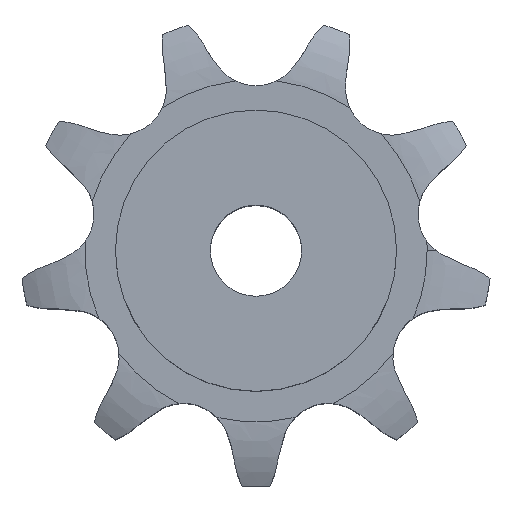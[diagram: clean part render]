
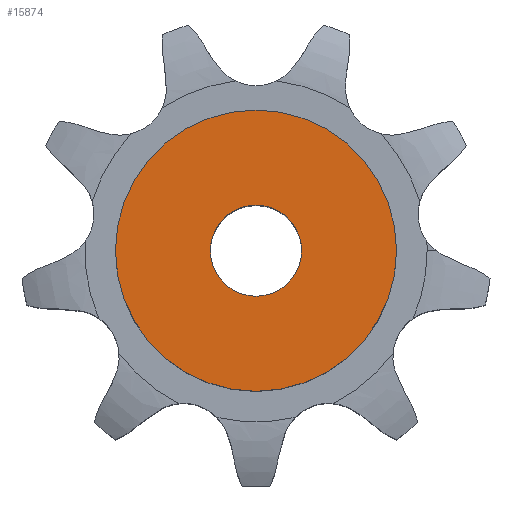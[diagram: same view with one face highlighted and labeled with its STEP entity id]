
A CAD part, top view. The second image highlights one B-rep face of the part: STEP entity #15874.
In plain terms, the highlighted planar face has unit normal (0, 0, 1).
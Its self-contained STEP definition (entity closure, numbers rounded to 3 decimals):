
#8586 = CYLINDRICAL_SURFACE('',#8587,6.);
#8587 = AXIS2_PLACEMENT_3D('',#8588,#8589,#8590);
#8588 = CARTESIAN_POINT('',(0.,0.,120.069));
#8589 = DIRECTION('',(0.,0.,1.));
#8590 = DIRECTION('',(1.,0.,0.));
#10843 = EDGE_CURVE('',#10844,#10844,#10846,.T.);
#10844 = VERTEX_POINT('',#10845);
#10845 = CARTESIAN_POINT('',(6.,0.,45.));
#10846 = SURFACE_CURVE('',#10847,(#10852,#10859),.PCURVE_S1.);
#10847 = CIRCLE('',#10848,6.);
#10848 = AXIS2_PLACEMENT_3D('',#10849,#10850,#10851);
#10849 = CARTESIAN_POINT('',(0.,0.,45.));
#10850 = DIRECTION('',(0.,0.,1.));
#10851 = DIRECTION('',(1.,0.,0.));
#10852 = PCURVE('',#8586,#10853);
#10853 = DEFINITIONAL_REPRESENTATION('',(#10854),#10858);
#10854 = LINE('',#10855,#10856);
#10855 = CARTESIAN_POINT('',(0.,-75.069));
#10856 = VECTOR('',#10857,1.);
#10857 = DIRECTION('',(1.,0.));
#10858 = ( GEOMETRIC_REPRESENTATION_CONTEXT(2) 
PARAMETRIC_REPRESENTATION_CONTEXT() REPRESENTATION_CONTEXT('2D SPACE',''
  ) );
#10859 = PCURVE('',#10860,#10865);
#10860 = PLANE('',#10861);
#10861 = AXIS2_PLACEMENT_3D('',#10862,#10863,#10864);
#10862 = CARTESIAN_POINT('',(0.,0.,45.)
  );
#10863 = DIRECTION('',(0.,0.,1.));
#10864 = DIRECTION('',(1.,0.,0.));
#10865 = DEFINITIONAL_REPRESENTATION('',(#10866),#10870);
#10866 = CIRCLE('',#10867,6.);
#10867 = AXIS2_PLACEMENT_2D('',#10868,#10869);
#10868 = CARTESIAN_POINT('',(0.,0.));
#10869 = DIRECTION('',(1.,0.));
#10870 = ( GEOMETRIC_REPRESENTATION_CONTEXT(2) 
PARAMETRIC_REPRESENTATION_CONTEXT() REPRESENTATION_CONTEXT('2D SPACE',''
  ) );
#15874 = ADVANCED_FACE('',(#15875,#15906),#10860,.T.);
#15875 = FACE_BOUND('',#15876,.T.);
#15876 = EDGE_LOOP('',(#15877));
#15877 = ORIENTED_EDGE('',*,*,#15878,.T.);
#15878 = EDGE_CURVE('',#15879,#15879,#15881,.T.);
#15879 = VERTEX_POINT('',#15880);
#15880 = CARTESIAN_POINT('',(18.5,0.,45.));
#15881 = SURFACE_CURVE('',#15882,(#15887,#15894),.PCURVE_S1.);
#15882 = CIRCLE('',#15883,18.5);
#15883 = AXIS2_PLACEMENT_3D('',#15884,#15885,#15886);
#15884 = CARTESIAN_POINT('',(0.,0.,45.));
#15885 = DIRECTION('',(0.,0.,1.));
#15886 = DIRECTION('',(1.,0.,0.));
#15887 = PCURVE('',#10860,#15888);
#15888 = DEFINITIONAL_REPRESENTATION('',(#15889),#15893);
#15889 = CIRCLE('',#15890,18.5);
#15890 = AXIS2_PLACEMENT_2D('',#15891,#15892);
#15891 = CARTESIAN_POINT('',(0.,0.));
#15892 = DIRECTION('',(1.,0.));
#15893 = ( GEOMETRIC_REPRESENTATION_CONTEXT(2) 
PARAMETRIC_REPRESENTATION_CONTEXT() REPRESENTATION_CONTEXT('2D SPACE',''
  ) );
#15894 = PCURVE('',#15895,#15900);
#15895 = CYLINDRICAL_SURFACE('',#15896,18.5);
#15896 = AXIS2_PLACEMENT_3D('',#15897,#15898,#15899);
#15897 = CARTESIAN_POINT('',(0.,0.,0.));
#15898 = DIRECTION('',(-0.,-0.,-1.));
#15899 = DIRECTION('',(1.,0.,0.));
#15900 = DEFINITIONAL_REPRESENTATION('',(#15901),#15905);
#15901 = LINE('',#15902,#15903);
#15902 = CARTESIAN_POINT('',(-0.,-45.));
#15903 = VECTOR('',#15904,1.);
#15904 = DIRECTION('',(-1.,0.));
#15905 = ( GEOMETRIC_REPRESENTATION_CONTEXT(2) 
PARAMETRIC_REPRESENTATION_CONTEXT() REPRESENTATION_CONTEXT('2D SPACE',''
  ) );
#15906 = FACE_BOUND('',#15907,.T.);
#15907 = EDGE_LOOP('',(#15908));
#15908 = ORIENTED_EDGE('',*,*,#10843,.F.);
